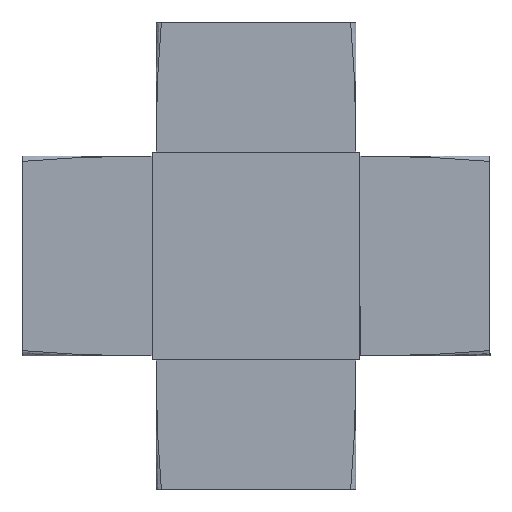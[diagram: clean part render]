
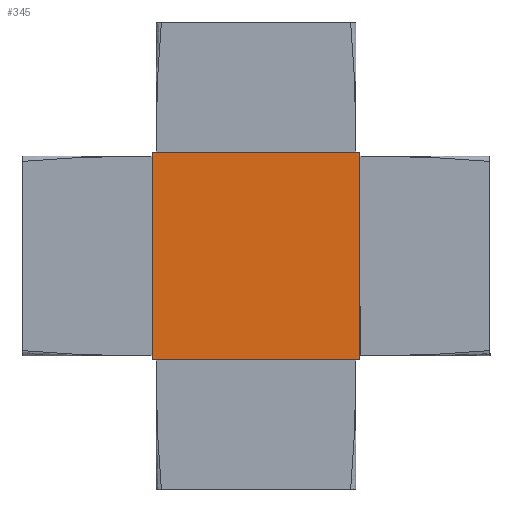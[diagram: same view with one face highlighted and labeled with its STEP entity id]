
A CAD part, front view. The second image highlights one B-rep face of the part: STEP entity #345.
In plain terms, the highlighted planar face has unit normal (0, -1, 0).
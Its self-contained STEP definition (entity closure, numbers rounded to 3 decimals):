
#26 = EDGE_CURVE ( 'NONE', #1762, #1032, #598, .T. ) ;
#336 = PLANE ( 'NONE',  #980 ) ;
#338 = VECTOR ( 'NONE', #1416, 1000. ) ;
#340 = CARTESIAN_POINT ( 'NONE',  ( -20., 0., 20. ) ) ;
#345 = ADVANCED_FACE ( 'NONE', ( #970 ), #336, .F. ) ;
#410 = CARTESIAN_POINT ( 'NONE',  ( -20., 0., -20. ) ) ;
#523 = EDGE_CURVE ( 'NONE', #941, #1896, #1361, .T. ) ;
#534 = CARTESIAN_POINT ( 'NONE',  ( -20., 0., 20. ) ) ;
#598 = LINE ( 'NONE', #910, #1911 ) ;
#636 = DIRECTION ( 'NONE',  ( 0., 1., 0. ) ) ;
#766 = CARTESIAN_POINT ( 'NONE',  ( 20., 0., -20. ) ) ;
#886 = VECTOR ( 'NONE', #1648, 1000. ) ;
#910 = CARTESIAN_POINT ( 'NONE',  ( -20., 0., -20. ) ) ;
#932 = ORIENTED_EDGE ( 'NONE', *, *, #523, .F. ) ;
#941 = VERTEX_POINT ( 'NONE', #340 ) ;
#970 = FACE_OUTER_BOUND ( 'NONE', #1700, .T. ) ;
#980 = AXIS2_PLACEMENT_3D ( 'NONE', #1769, #636, #1636 ) ;
#1002 = ORIENTED_EDGE ( 'NONE', *, *, #1087, .F. ) ;
#1032 = VERTEX_POINT ( 'NONE', #410 ) ;
#1087 = EDGE_CURVE ( 'NONE', #1896, #1762, #1260, .T. ) ;
#1146 = ORIENTED_EDGE ( 'NONE', *, *, #26, .F. ) ;
#1260 = LINE ( 'NONE', #766, #338 ) ;
#1361 = LINE ( 'NONE', #534, #886 ) ;
#1400 = DIRECTION ( 'NONE',  ( -1., 0., 0. ) ) ;
#1416 = DIRECTION ( 'NONE',  ( 0., 0., -1. ) ) ;
#1455 = CARTESIAN_POINT ( 'NONE',  ( -20., 0., -20. ) ) ;
#1518 = EDGE_CURVE ( 'NONE', #1032, #941, #1614, .T. ) ;
#1614 = LINE ( 'NONE', #1455, #1969 ) ;
#1636 = DIRECTION ( 'NONE',  ( 0., 0., 1. ) ) ;
#1648 = DIRECTION ( 'NONE',  ( 1., 0., 0. ) ) ;
#1700 = EDGE_LOOP ( 'NONE', ( #1002, #932, #1927, #1146 ) ) ;
#1761 = CARTESIAN_POINT ( 'NONE',  ( 20., 0., 20. ) ) ;
#1762 = VERTEX_POINT ( 'NONE', #1892 ) ;
#1769 = CARTESIAN_POINT ( 'NONE',  ( 0., 0., 0. ) ) ;
#1892 = CARTESIAN_POINT ( 'NONE',  ( 20., 0., -20. ) ) ;
#1896 = VERTEX_POINT ( 'NONE', #1761 ) ;
#1911 = VECTOR ( 'NONE', #1400, 1000. ) ;
#1927 = ORIENTED_EDGE ( 'NONE', *, *, #1518, .F. ) ;
#1950 = DIRECTION ( 'NONE',  ( 0., 0., 1. ) ) ;
#1969 = VECTOR ( 'NONE', #1950, 1000. ) ;
